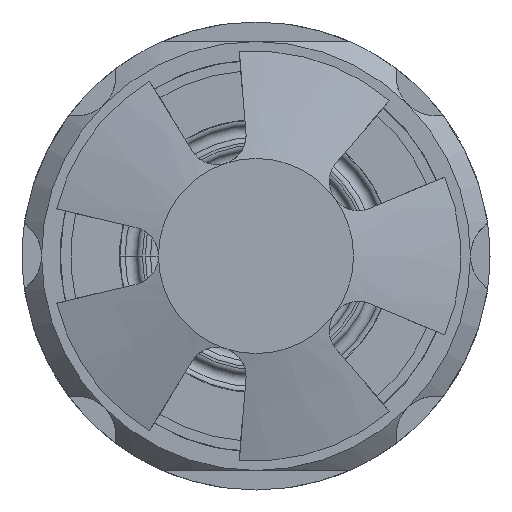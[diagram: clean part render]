
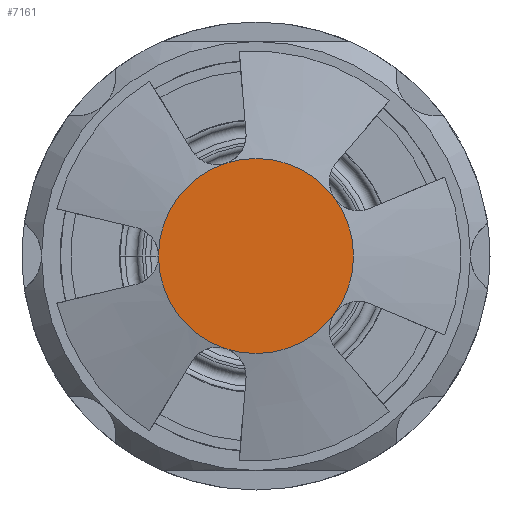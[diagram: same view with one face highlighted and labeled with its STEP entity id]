
A CAD part, front view. The second image highlights one B-rep face of the part: STEP entity #7161.
In plain terms, the highlighted planar face has unit normal (0, -1, 0).
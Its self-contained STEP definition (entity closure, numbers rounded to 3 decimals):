
#259 = VERTEX_POINT ( 'NONE', #6825 ) ;
#501 = ORIENTED_EDGE ( 'NONE', *, *, #3468, .T. ) ;
#561 = DIRECTION ( 'NONE',  ( 1., 0., 0. ) ) ;
#635 = EDGE_CURVE ( 'NONE', #6382, #259, #6793, .T. ) ;
#665 = AXIS2_PLACEMENT_3D ( 'NONE', #6166, #9120, #561 ) ;
#793 = CARTESIAN_POINT ( 'NONE',  ( -5., -5., 0. ) ) ;
#831 = CARTESIAN_POINT ( 'NONE',  ( 0., -5., 0. ) ) ;
#966 = DIRECTION ( 'NONE',  ( 0., -1., 0. ) ) ;
#1387 = FACE_OUTER_BOUND ( 'NONE', #8983, .T. ) ;
#1546 = CIRCLE ( 'NONE', #4053, 5. ) ;
#1743 = EDGE_CURVE ( 'NONE', #5693, #8889, #1546, .T. ) ;
#2662 = DIRECTION ( 'NONE',  ( 0., -1., 0. ) ) ;
#2998 = AXIS2_PLACEMENT_3D ( 'NONE', #4784, #2662, #7741 ) ;
#3082 = CIRCLE ( 'NONE', #7063, 5. ) ;
#3095 = CARTESIAN_POINT ( 'NONE',  ( 4.045, -5., -2.939 ) ) ;
#3468 = EDGE_CURVE ( 'NONE', #8889, #6382, #3082, .T. ) ;
#3493 = CARTESIAN_POINT ( 'NONE',  ( 0., -5., 0. ) ) ;
#3538 = CARTESIAN_POINT ( 'NONE',  ( -1.545, -5., 4.755 ) ) ;
#3741 = CIRCLE ( 'NONE', #4765, 5. ) ;
#4053 = AXIS2_PLACEMENT_3D ( 'NONE', #7230, #4419, #5010 ) ;
#4267 = DIRECTION ( 'NONE',  ( 1., 0., 0. ) ) ;
#4419 = DIRECTION ( 'NONE',  ( 0., -1., 0. ) ) ;
#4462 = CARTESIAN_POINT ( 'NONE',  ( 4.045, -5., 2.939 ) ) ;
#4588 = AXIS2_PLACEMENT_3D ( 'NONE', #8937, #5372, #9018 ) ;
#4765 = AXIS2_PLACEMENT_3D ( 'NONE', #831, #966, #7974 ) ;
#4773 = CIRCLE ( 'NONE', #665, 5. ) ;
#4784 = CARTESIAN_POINT ( 'NONE',  ( 0., -5., 0. ) ) ;
#5010 = DIRECTION ( 'NONE',  ( 1., 0., 0. ) ) ;
#5372 = DIRECTION ( 'NONE',  ( 0., -1., 0. ) ) ;
#5617 = ORIENTED_EDGE ( 'NONE', *, *, #635, .T. ) ;
#5636 = EDGE_CURVE ( 'NONE', #259, #7816, #3741, .T. ) ;
#5693 = VERTEX_POINT ( 'NONE', #4462 ) ;
#6166 = CARTESIAN_POINT ( 'NONE',  ( 0., -5., 0. ) ) ;
#6297 = DIRECTION ( 'NONE',  ( 0., -1., 0. ) ) ;
#6345 = PLANE ( 'NONE',  #2998 ) ;
#6382 = VERTEX_POINT ( 'NONE', #793 ) ;
#6793 = CIRCLE ( 'NONE', #4588, 5. ) ;
#6825 = CARTESIAN_POINT ( 'NONE',  ( -1.545, -5., -4.755 ) ) ;
#7063 = AXIS2_PLACEMENT_3D ( 'NONE', #3493, #6297, #4267 ) ;
#7068 = ORIENTED_EDGE ( 'NONE', *, *, #7181, .T. ) ;
#7161 = ADVANCED_FACE ( 'NONE', ( #1387 ), #6345, .T. ) ;
#7181 = EDGE_CURVE ( 'NONE', #7816, #5693, #4773, .T. ) ;
#7230 = CARTESIAN_POINT ( 'NONE',  ( 0., -5., 0. ) ) ;
#7322 = ORIENTED_EDGE ( 'NONE', *, *, #5636, .T. ) ;
#7741 = DIRECTION ( 'NONE',  ( 1., 0., 0. ) ) ;
#7816 = VERTEX_POINT ( 'NONE', #3095 ) ;
#7974 = DIRECTION ( 'NONE',  ( 1., 0., 0. ) ) ;
#7991 = ORIENTED_EDGE ( 'NONE', *, *, #1743, .T. ) ;
#8889 = VERTEX_POINT ( 'NONE', #3538 ) ;
#8937 = CARTESIAN_POINT ( 'NONE',  ( 0., -5., 0. ) ) ;
#8983 = EDGE_LOOP ( 'NONE', ( #7991, #501, #5617, #7322, #7068 ) ) ;
#9018 = DIRECTION ( 'NONE',  ( 1., 0., 0. ) ) ;
#9120 = DIRECTION ( 'NONE',  ( 0., -1., 0. ) ) ;
